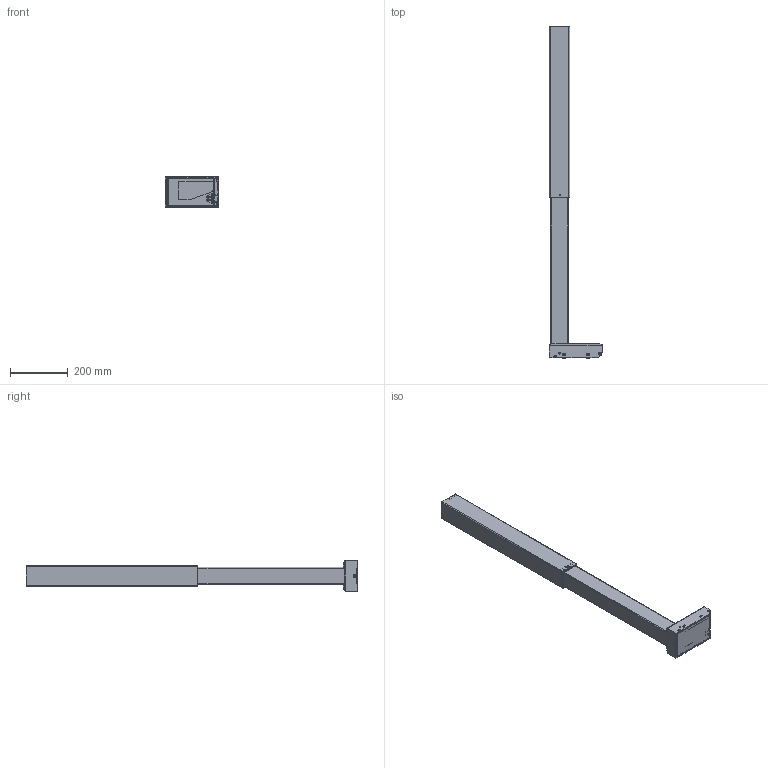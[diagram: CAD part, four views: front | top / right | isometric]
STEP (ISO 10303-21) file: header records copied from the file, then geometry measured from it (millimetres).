
FILE_DESCRIPTION (( 'STEP AP203' ), '1' );
FILE_NAME ('TL13_1.STEP', '2015-03-23T10:33:50', ( '' ), ( '' ), 'SwSTEP 2.0', 'SolidWorks 2010', '' );
FILE_SCHEMA (( 'CONFIG_CONTROL_DESIGN' ));
Length unit declared in the file: millimetre
Products named in the file (6): 31605-395-塑膠上蓋; 33105-024-外_防擺環; 32309-020x-635-內層管烤漆; TL13_1; 31405-030-耐磨墊片; 32309-0101-590-外層管烤漆
Assembly tree (5 placements, depth 2):
  TL13_1
    32309-020x-635-內層管烤漆
    32309-0101-590-外層管烤漆
    33105-024-外_防擺環
    31405-030-耐磨墊片
    31605-395-塑膠上蓋
Bounding box: 183.14 x 1145 x 107 mm (x, y, z)
Volume: 846859.3 mm3; surface area: 731011.3 mm2
Topology: 5 solids, 5 shells, 1329 faces, 3369 edges, 2005 vertices
Faces by surface type: plane 526, cylinder 522, bspline 269, cone 12
Full cylindrical faces by diameter (mm): 2.2 x2, 3.2 x3, 4 x4, 5 x16, 5.2 x4, 6 x2, 7 x2, 8 x5, 10 x4, 12.2 x1
Entity records: 55973 total; most frequent: CARTESIAN_POINT 25931, ORIENTED_EDGE 6480, DIRECTION 5430, EDGE_CURVE 3240, VERTEX_POINT 2002, VECTOR 1890, LINE 1890, AXIS2_PLACEMENT_3D 1770
